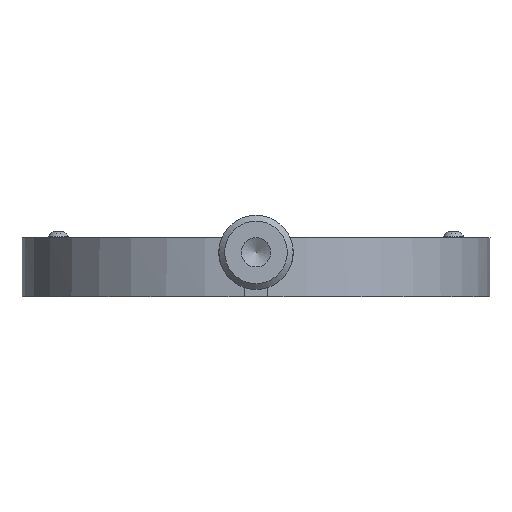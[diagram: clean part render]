
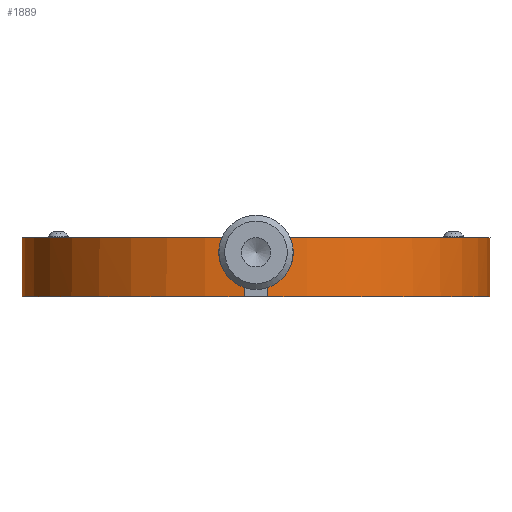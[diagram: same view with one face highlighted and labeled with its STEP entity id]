
A CAD part, front view. The second image highlights one B-rep face of the part: STEP entity #1889.
In plain terms, the highlighted cylindrical face has radius 40 mm (diameter 80 mm), a partial arc.
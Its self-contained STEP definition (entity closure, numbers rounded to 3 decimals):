
#49 = VERTEX_POINT ( 'NONE', #1989 ) ;
#51 = CARTESIAN_POINT ( 'NONE',  ( 0., 0., 0. ) ) ;
#61 = DIRECTION ( 'NONE',  ( 0., 0., 1. ) ) ;
#98 = CARTESIAN_POINT ( 'NONE',  ( -34.641, 20., 10.1 ) ) ;
#273 = CIRCLE ( 'NONE', #1654, 40. ) ;
#319 = CARTESIAN_POINT ( 'NONE',  ( -2., -39.95, 10.1 ) ) ;
#329 = CARTESIAN_POINT ( 'NONE',  ( 0., 0., 10.1 ) ) ;
#334 = CARTESIAN_POINT ( 'NONE',  ( 2., -39.95, 0. ) ) ;
#348 = EDGE_CURVE ( 'NONE', #49, #2182, #436, .T. ) ;
#363 = ORIENTED_EDGE ( 'NONE', *, *, #348, .F. ) ;
#436 = CIRCLE ( 'NONE', #1709, 40. ) ;
#450 = DIRECTION ( 'NONE',  ( 1., 0., 0. ) ) ;
#498 = AXIS2_PLACEMENT_3D ( 'NONE', #2054, #1344, #450 ) ;
#569 = VECTOR ( 'NONE', #61, 1000. ) ;
#586 = LINE ( 'NONE', #1980, #856 ) ;
#591 = DIRECTION ( 'NONE',  ( 0., 0., 1. ) ) ;
#601 = CARTESIAN_POINT ( 'NONE',  ( -34.641, 20., 1.6 ) ) ;
#643 = CIRCLE ( 'NONE', #1152, 40. ) ;
#656 = CARTESIAN_POINT ( 'NONE',  ( -2., -39.95, 0. ) ) ;
#731 = ORIENTED_EDGE ( 'NONE', *, *, #1041, .F. ) ;
#772 = VERTEX_POINT ( 'NONE', #955 ) ;
#825 = ORIENTED_EDGE ( 'NONE', *, *, #864, .F. ) ;
#832 = CARTESIAN_POINT ( 'NONE',  ( -2., -39.95, 0. ) ) ;
#856 = VECTOR ( 'NONE', #1108, 1000. ) ;
#864 = EDGE_CURVE ( 'NONE', #1966, #906, #1775, .T. ) ;
#888 = VECTOR ( 'NONE', #1286, 1000. ) ;
#900 = DIRECTION ( 'NONE',  ( 1., 0., 0. ) ) ;
#906 = VERTEX_POINT ( 'NONE', #319 ) ;
#937 = DIRECTION ( 'NONE',  ( 0., 0., 1. ) ) ;
#950 = CARTESIAN_POINT ( 'NONE',  ( 0., 0., 1.6 ) ) ;
#955 = CARTESIAN_POINT ( 'NONE',  ( -34.641, 20., 1.6 ) ) ;
#1041 = EDGE_CURVE ( 'NONE', #2275, #772, #643, .T. ) ;
#1081 = CARTESIAN_POINT ( 'NONE',  ( 34.641, 20., 1.6 ) ) ;
#1108 = DIRECTION ( 'NONE',  ( 0., 0., 1. ) ) ;
#1152 = AXIS2_PLACEMENT_3D ( 'NONE', #950, #937, #1161 ) ;
#1161 = DIRECTION ( 'NONE',  ( 1., 0., 0. ) ) ;
#1192 = EDGE_CURVE ( 'NONE', #1198, #906, #1203, .T. ) ;
#1193 = CYLINDRICAL_SURFACE ( 'NONE', #2140, 40. ) ;
#1198 = VERTEX_POINT ( 'NONE', #832 ) ;
#1203 = LINE ( 'NONE', #656, #1809 ) ;
#1249 = CARTESIAN_POINT ( 'NONE',  ( 0., 0., 10.1 ) ) ;
#1251 = ORIENTED_EDGE ( 'NONE', *, *, #1377, .T. ) ;
#1272 = LINE ( 'NONE', #1623, #569 ) ;
#1284 = DIRECTION ( 'NONE',  ( 1., 0., 0. ) ) ;
#1286 = DIRECTION ( 'NONE',  ( 0., 0., 1. ) ) ;
#1344 = DIRECTION ( 'NONE',  ( 0., 0., 1. ) ) ;
#1377 = EDGE_CURVE ( 'NONE', #2184, #1198, #273, .T. ) ;
#1427 = ORIENTED_EDGE ( 'NONE', *, *, #2075, .F. ) ;
#1546 = FACE_OUTER_BOUND ( 'NONE', #1890, .T. ) ;
#1623 = CARTESIAN_POINT ( 'NONE',  ( 34.641, 20., 1.6 ) ) ;
#1654 = AXIS2_PLACEMENT_3D ( 'NONE', #51, #591, #900 ) ;
#1709 = AXIS2_PLACEMENT_3D ( 'NONE', #1249, #1950, #1284 ) ;
#1761 = ORIENTED_EDGE ( 'NONE', *, *, #1192, .T. ) ;
#1775 = CIRCLE ( 'NONE', #498, 40. ) ;
#1779 = EDGE_CURVE ( 'NONE', #2275, #2182, #1272, .T. ) ;
#1801 = ORIENTED_EDGE ( 'NONE', *, *, #1779, .T. ) ;
#1806 = EDGE_CURVE ( 'NONE', #2184, #49, #586, .T. ) ;
#1809 = VECTOR ( 'NONE', #2236, 1000. ) ;
#1889 = ADVANCED_FACE ( 'NONE', ( #1546 ), #1193, .T. ) ;
#1890 = EDGE_LOOP ( 'NONE', ( #363, #1939, #1251, #1761, #825, #1427, #731, #1801 ) ) ;
#1894 = CARTESIAN_POINT ( 'NONE',  ( 34.641, 20., 10.1 ) ) ;
#1906 = DIRECTION ( 'NONE',  ( -1., 0., 0. ) ) ;
#1939 = ORIENTED_EDGE ( 'NONE', *, *, #1806, .F. ) ;
#1950 = DIRECTION ( 'NONE',  ( 0., 0., 1. ) ) ;
#1966 = VERTEX_POINT ( 'NONE', #98 ) ;
#1980 = CARTESIAN_POINT ( 'NONE',  ( 2., -39.95, 0. ) ) ;
#1989 = CARTESIAN_POINT ( 'NONE',  ( 2., -39.95, 10.1 ) ) ;
#2012 = LINE ( 'NONE', #601, #888 ) ;
#2051 = DIRECTION ( 'NONE',  ( 0., 0., -1. ) ) ;
#2054 = CARTESIAN_POINT ( 'NONE',  ( 0., 0., 10.1 ) ) ;
#2075 = EDGE_CURVE ( 'NONE', #772, #1966, #2012, .T. ) ;
#2140 = AXIS2_PLACEMENT_3D ( 'NONE', #329, #2051, #1906 ) ;
#2182 = VERTEX_POINT ( 'NONE', #1894 ) ;
#2184 = VERTEX_POINT ( 'NONE', #334 ) ;
#2236 = DIRECTION ( 'NONE',  ( 0., 0., 1. ) ) ;
#2275 = VERTEX_POINT ( 'NONE', #1081 ) ;
